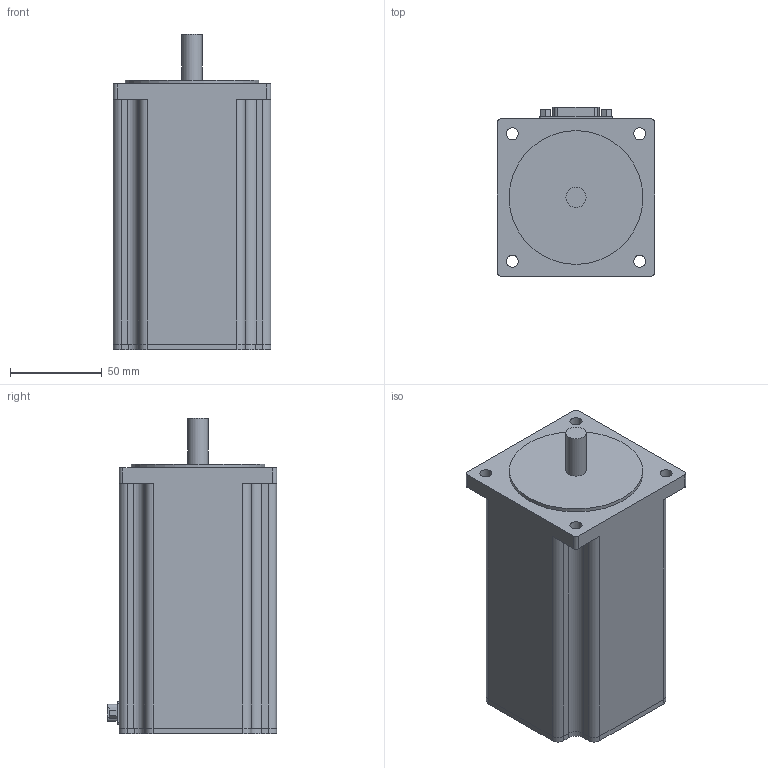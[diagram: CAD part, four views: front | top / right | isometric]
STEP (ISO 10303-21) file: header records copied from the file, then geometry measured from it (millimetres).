
FILE_DESCRIPTION(/* description */ ('STEP AP214'),/* implementation_level */ '2;1');
FILE_NAME(/* name */ '1370490_EMMS-ST-87-L-S-G2',/* time_stamp */ '2024-08-28T00:43:29+02:00',/* author */ ('License CC BY-ND 4.0'),/* organization */ ('CADENAS'),/* preprocessor_version */ 'ST-DEVELOPER v19.3',/* originating_system */ 'PARTsolutions',/* authorisation */ ' ');
FILE_SCHEMA (('AUTOMOTIVE_DESIGN {1 0 10303 214 3 1 1}'));
Length unit declared in the file: millimetre
Products named in the file (1): 1370490 EMMS-ST-87-L-S-G2
Bounding box: 85.8 x 92.3 x 171.9 mm (x, y, z)
Volume: 971188.3 mm3; surface area: 63899.3 mm2
Topology: 1 solids, 1 shells, 150 faces, 370 edges, 247 vertices
Faces by surface type: plane 87, cylinder 63
Full cylindrical faces by diameter (mm): 1 x15, 2.5 x2, 6.6 x4, 11 x1, 73 x1
Entity records: 5294 total; most frequent: DIRECTION 754, CARTESIAN_POINT 723, ORIENTED_EDGE 660, EDGE_CURVE 330, AXIS2_PLACEMENT_3D 277, VERTEX_POINT 230, EDGE_LOOP 206, FACE_BOUND 206
